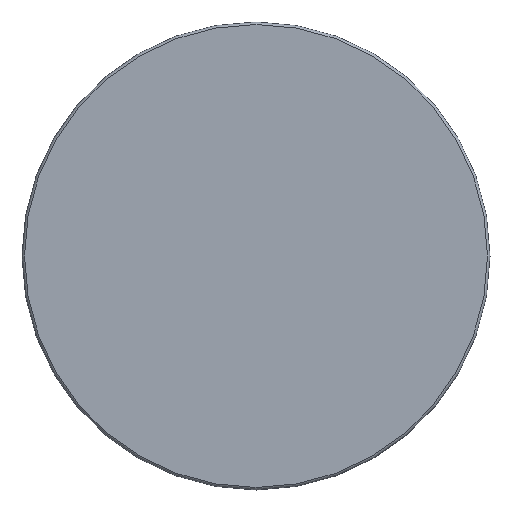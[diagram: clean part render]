
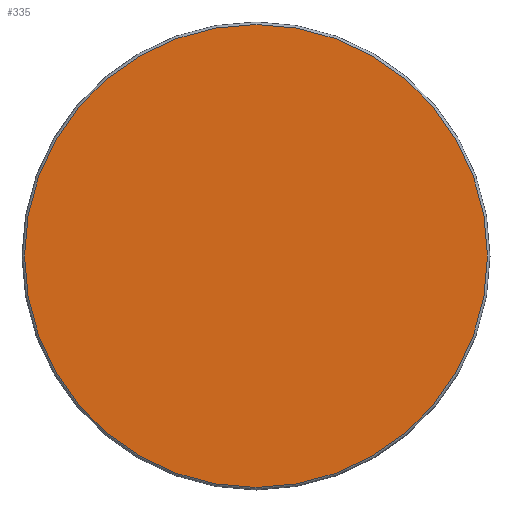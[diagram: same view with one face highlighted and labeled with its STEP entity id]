
A CAD part, front view. The second image highlights one B-rep face of the part: STEP entity #335.
In plain terms, the highlighted planar face has unit normal (0, -1, 0).
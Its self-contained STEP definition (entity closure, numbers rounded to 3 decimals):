
#28=PLANE('',#410);
#68=FACE_OUTER_BOUND('',#91,.T.);
#91=EDGE_LOOP('',(#312,#313));
#142=CIRCLE('',#407,49.456);
#143=CIRCLE('',#408,49.456);
#177=VERTEX_POINT('',#623);
#178=VERTEX_POINT('',#624);
#221=EDGE_CURVE('',#177,#178,#142,.T.);
#222=EDGE_CURVE('',#178,#177,#143,.T.);
#312=ORIENTED_EDGE('',*,*,#221,.T.);
#313=ORIENTED_EDGE('',*,*,#222,.T.);
#335=ADVANCED_FACE('',(#68),#28,.T.);
#407=AXIS2_PLACEMENT_3D('',#625,#523,#524);
#408=AXIS2_PLACEMENT_3D('',#626,#525,#526);
#410=AXIS2_PLACEMENT_3D('',#628,#529,#530);
#523=DIRECTION('center_axis',(0.,-1.,0.));
#524=DIRECTION('ref_axis',(-1.,0.,0.));
#525=DIRECTION('center_axis',(0.,-1.,0.));
#526=DIRECTION('ref_axis',(-1.,0.,0.));
#529=DIRECTION('center_axis',(0.,-1.,0.));
#530=DIRECTION('ref_axis',(0.,0.,-1.));
#623=CARTESIAN_POINT('',(-49.456,0.,0.));
#624=CARTESIAN_POINT('',(0.,0.,49.456));
#625=CARTESIAN_POINT('Origin',(0.,0.,0.));
#626=CARTESIAN_POINT('Origin',(0.,0.,0.));
#628=CARTESIAN_POINT('Origin',(-24.728,0.,0.));
